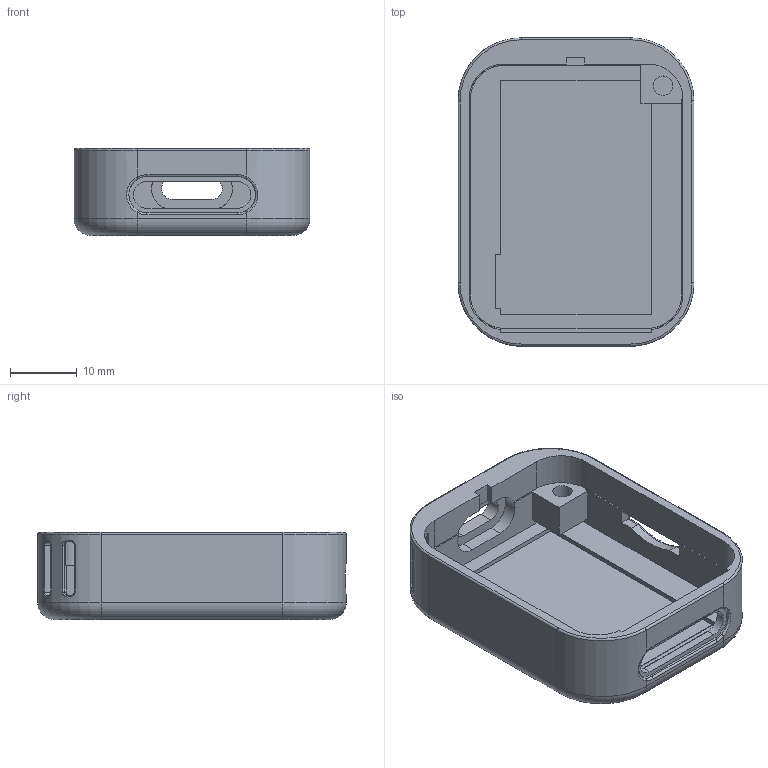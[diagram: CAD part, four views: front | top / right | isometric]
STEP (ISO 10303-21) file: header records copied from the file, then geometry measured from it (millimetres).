
FILE_DESCRIPTION(/* description */ (''),/* implementation_level */ '2;1');
FILE_NAME(/* name */ '',/* time_stamp */ '2024-07-03T08:55:37+08:00',/* author */ (''),/* organization */ (''),/* preprocessor_version */ 'ST-DEVELOPER v20',/* originating_system */ 'Autodesk Translation Framework v13.14.0.145',/* authorisation */ '');
FILE_SCHEMA (('AUTOMOTIVE_DESIGN { 1 0 10303 214 3 1 1 }'));
Length unit declared in the file: millimetre
Products named in the file (1): 零部件1
Bounding box: 35.28 x 46.1 x 13.02 mm (x, y, z)
Volume: 5385.3 mm3; surface area: 6517.8 mm2
Topology: 1 solids, 1 shells, 144 faces, 378 edges, 234 vertices
Faces by surface type: plane 64, cylinder 50, torus 16, bspline 14
Full cylindrical faces by diameter (mm): 2.9 x1
Entity records: 5110 total; most frequent: CARTESIAN_POINT 1531, ORIENTED_EDGE 752, DIRECTION 727, EDGE_CURVE 376, AXIS2_PLACEMENT_3D 253, VERTEX_POINT 234, LINE 221, VECTOR 221
